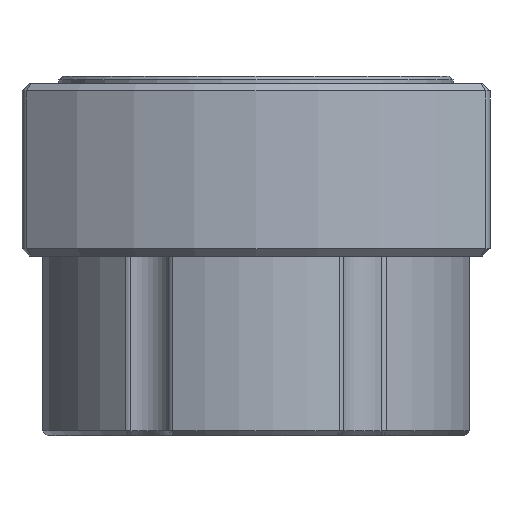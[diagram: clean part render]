
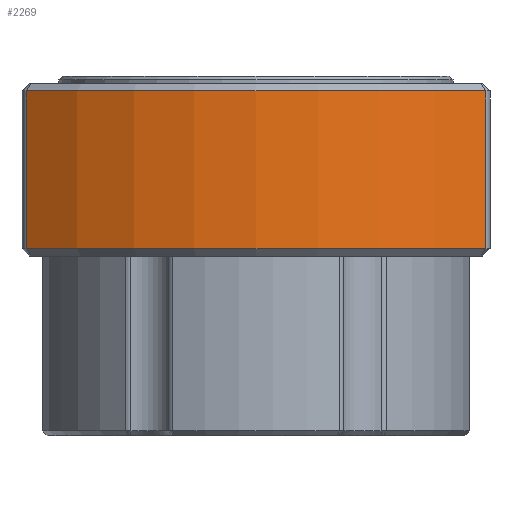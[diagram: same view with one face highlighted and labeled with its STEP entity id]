
A CAD part, left-side view. The second image highlights one B-rep face of the part: STEP entity #2269.
In plain terms, the highlighted cylindrical face has radius 36.83 mm (diameter 73.66 mm), a partial arc.
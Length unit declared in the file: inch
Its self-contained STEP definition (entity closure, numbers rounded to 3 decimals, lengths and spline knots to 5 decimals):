
#94=CYLINDRICAL_SURFACE('',#2523,1.45);
#181=FACE_OUTER_BOUND('',#322,.T.);
#322=EDGE_LOOP('',(#1748,#1749,#1750,#1751));
#521=CIRCLE('',#2524,1.45);
#522=CIRCLE('',#2525,1.45);
#679=LINE('',#3870,#817);
#680=LINE('',#3873,#818);
#817=VECTOR('',#3091,39.37008);
#818=VECTOR('',#3094,39.37008);
#998=VERTEX_POINT('',#3866);
#999=VERTEX_POINT('',#3867);
#1000=VERTEX_POINT('',#3869);
#1001=VERTEX_POINT('',#3871);
#1277=EDGE_CURVE('',#998,#999,#521,.T.);
#1278=EDGE_CURVE('',#1000,#998,#679,.T.);
#1279=EDGE_CURVE('',#1001,#1000,#522,.T.);
#1280=EDGE_CURVE('',#999,#1001,#680,.T.);
#1748=ORIENTED_EDGE('',*,*,#1277,.F.);
#1749=ORIENTED_EDGE('',*,*,#1278,.F.);
#1750=ORIENTED_EDGE('',*,*,#1279,.F.);
#1751=ORIENTED_EDGE('',*,*,#1280,.F.);
#2269=ADVANCED_FACE('',(#181),#94,.T.);
#2523=AXIS2_PLACEMENT_3D('',#3865,#3087,#3088);
#2524=AXIS2_PLACEMENT_3D('',#3868,#3089,#3090);
#2525=AXIS2_PLACEMENT_3D('',#3872,#3092,#3093);
#3087=DIRECTION('center_axis',(0.,0.,1.));
#3088=DIRECTION('ref_axis',(-0.755,-0.655,0.));
#3089=DIRECTION('center_axis',(0.,0.,-1.));
#3090=DIRECTION('ref_axis',(-0.755,-0.655,0.));
#3091=DIRECTION('',(0.,0.,-1.));
#3092=DIRECTION('center_axis',(0.,0.,1.));
#3093=DIRECTION('ref_axis',(-0.755,-0.655,0.));
#3094=DIRECTION('',(0.,0.,1.));
#3865=CARTESIAN_POINT('Origin',(0.,0.,
0.));
#3866=CARTESIAN_POINT('',(-1.11068,-0.93214,0.03));
#3867=CARTESIAN_POINT('',(-1.11068,0.93214,0.03));
#3868=CARTESIAN_POINT('Origin',(0.,0.,
0.03));
#3869=CARTESIAN_POINT('',(-1.11068,-0.93214,0.67));
#3870=CARTESIAN_POINT('',(-1.11068,-0.93214,0.));
#3871=CARTESIAN_POINT('',(-1.11068,0.93214,0.67));
#3872=CARTESIAN_POINT('Origin',(0.,0.,
0.67));
#3873=CARTESIAN_POINT('',(-1.11068,0.93214,0.));
